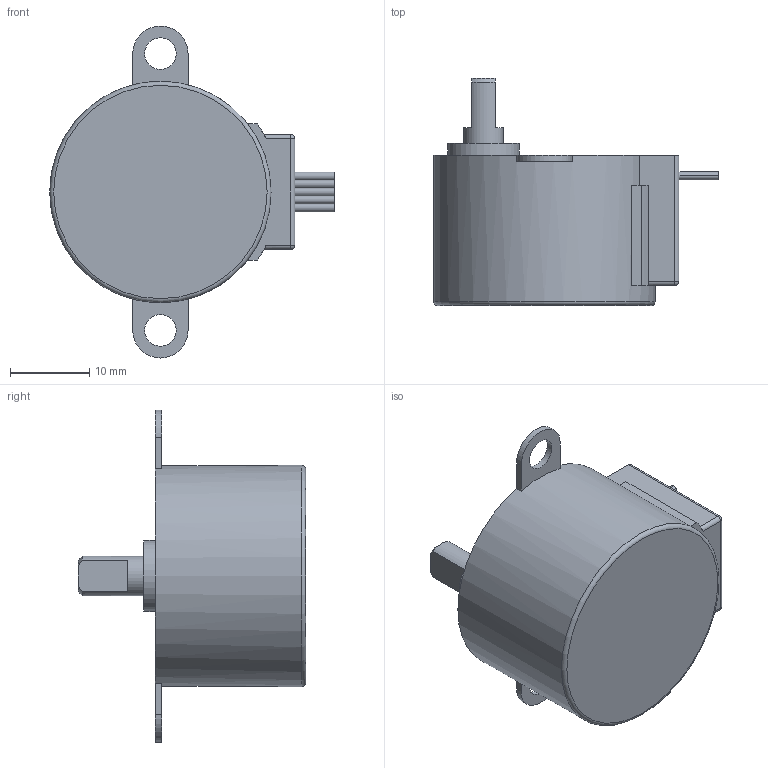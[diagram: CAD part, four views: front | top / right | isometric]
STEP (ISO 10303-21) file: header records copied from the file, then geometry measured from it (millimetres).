
FILE_DESCRIPTION(/* description */ (''),/* implementation_level */ '2;1');
FILE_NAME(/* name */ '28BYJ-48.step',/* time_stamp */ '2023-06-06T16:47:46+03:00',/* author */ (''),/* organization */ (''),/* preprocessor_version */ 'ST-DEVELOPER v19.2',/* originating_system */ 'Autodesk Translation Framework v12.6.0.85',/* authorisation */ '');
FILE_SCHEMA (('AUTOMOTIVE_DESIGN { 1 0 10303 214 3 1 1 }'));
Length unit declared in the file: millimetre
Products named in the file (1): 28BYJ-48
Bounding box: 36 x 28.75 x 42 mm (x, y, z)
Volume: 12893.8 mm3; surface area: 5028.6 mm2
Topology: 9 solids, 9 shells, 89 faces, 198 edges, 130 vertices
Faces by surface type: plane 51, cylinder 33, cone 2, sphere 2, torus 1
Full cylindrical faces by diameter (mm): 1 x1, 4 x2, 5 x3, 8 x2, 9 x1, 28 x1
Entity records: 2610 total; most frequent: DIRECTION 455, CARTESIAN_POINT 444, ORIENTED_EDGE 396, EDGE_CURVE 198, AXIS2_PLACEMENT_3D 173, VERTEX_POINT 130, LINE 109, VECTOR 109
